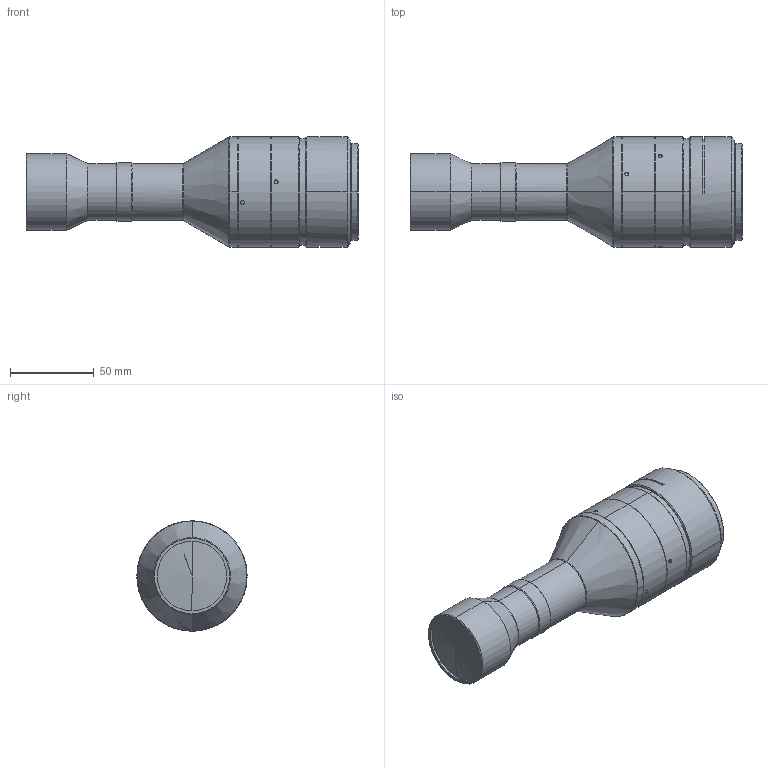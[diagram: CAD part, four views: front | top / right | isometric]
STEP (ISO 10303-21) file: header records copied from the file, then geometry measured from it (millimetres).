
FILE_DESCRIPTION (( 'STEP AP203' ), '1' );
FILE_NAME ('DTCA210-44.8-M58-AL.STEP', '2022-11-28T00:53:22', ( '' ), ( '' ), 'SwSTEP 2.0', 'SolidWorks 2017', '' );
FILE_SCHEMA (( 'CONFIG_CONTROL_DESIGN' ));
Length unit declared in the file: millimetre
Products named in the file (1): DTCA210-44.8-M58-AL
Bounding box: 198.71 x 66 x 66 mm (x, y, z)
Volume: 419914.1 mm3; surface area: 38570.5 mm2
Topology: 1 solids, 1 shells, 106 faces, 248 edges, 156 vertices
Faces by surface type: cylinder 52, cone 28, plane 20, bspline 6
Entity records: 3624 total; most frequent: CARTESIAN_POINT 1133, DIRECTION 525, ORIENTED_EDGE 488, EDGE_CURVE 244, AXIS2_PLACEMENT_3D 216, VERTEX_POINT 156, EDGE_LOOP 122, CIRCLE 115
